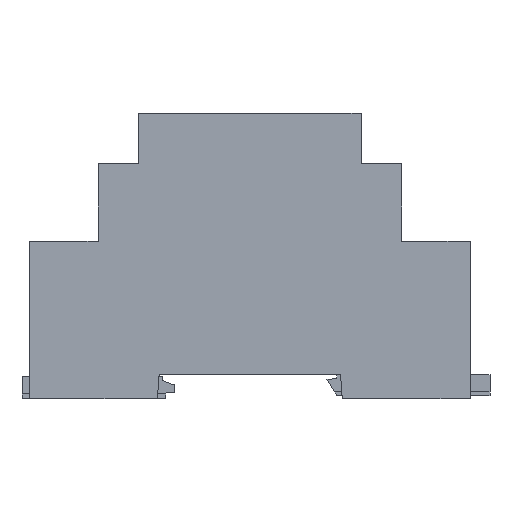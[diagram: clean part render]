
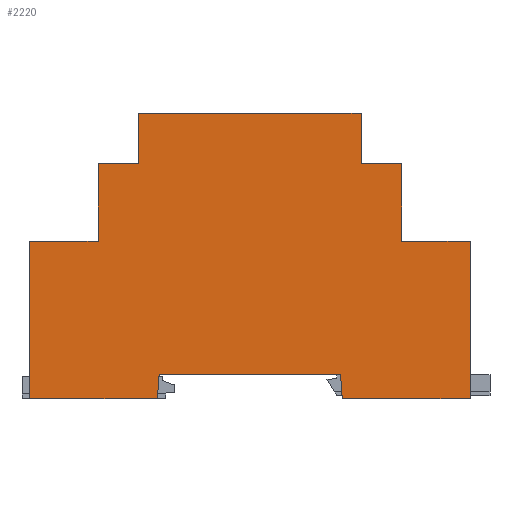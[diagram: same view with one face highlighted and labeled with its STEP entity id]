
A CAD part, left-side view. The second image highlights one B-rep face of the part: STEP entity #2220.
In plain terms, the highlighted planar face has unit normal (-1, 0, 0).
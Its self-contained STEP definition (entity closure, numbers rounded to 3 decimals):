
#2220=ADVANCED_FACE('',(#6065),#6067,.T.);
#6065=FACE_BOUND('',#6066,.T.);
#6066=EDGE_LOOP('',(#9606,#9607,#9608,#9609,#9610,#9611,#9612,#9613,#9614,#9615,
#9616,#9617,#9618,#9619,#9620,#9621));
#6067=PLANE('',#6068);
#6068=AXIS2_PLACEMENT_3D('',#6069,#6070,#6071);
#6069=CARTESIAN_POINT('',(-17.5,0.,0.));
#6070=DIRECTION('',(-1.,0.,0.));
#6071=DIRECTION('',(0.,0.,-1.));
#9606=ORIENTED_EDGE('',*,*,#11929,.T.);
#9607=ORIENTED_EDGE('',*,*,#11930,.T.);
#9608=ORIENTED_EDGE('',*,*,#11931,.T.);
#9609=ORIENTED_EDGE('',*,*,#11932,.T.);
#9610=ORIENTED_EDGE('',*,*,#11933,.T.);
#9611=ORIENTED_EDGE('',*,*,#11934,.T.);
#9612=ORIENTED_EDGE('',*,*,#11935,.T.);
#9613=ORIENTED_EDGE('',*,*,#11936,.T.);
#9614=ORIENTED_EDGE('',*,*,#11937,.T.);
#9615=ORIENTED_EDGE('',*,*,#11938,.T.);
#9616=ORIENTED_EDGE('',*,*,#11939,.T.);
#9617=ORIENTED_EDGE('',*,*,#11910,.T.);
#9618=ORIENTED_EDGE('',*,*,#11928,.T.);
#9619=ORIENTED_EDGE('',*,*,#11940,.T.);
#9620=ORIENTED_EDGE('',*,*,#11941,.T.);
#9621=ORIENTED_EDGE('',*,*,#11942,.T.);
#11910=EDGE_CURVE('',#13961,#13959,#13962,.T.);
#11928=EDGE_CURVE('',#13959,#13993,#13995,.T.);
#11929=EDGE_CURVE('',#13996,#13997,#13998,.T.);
#11930=EDGE_CURVE('',#13997,#13999,#14000,.T.);
#11931=EDGE_CURVE('',#13999,#14001,#14002,.T.);
#11932=EDGE_CURVE('',#14001,#14003,#14004,.T.);
#11933=EDGE_CURVE('',#14003,#14005,#14006,.T.);
#11934=EDGE_CURVE('',#14005,#14007,#14008,.T.);
#11935=EDGE_CURVE('',#14007,#14009,#14010,.T.);
#11936=EDGE_CURVE('',#14009,#14011,#14012,.T.);
#11937=EDGE_CURVE('',#14011,#14013,#14014,.T.);
#11938=EDGE_CURVE('',#14013,#14015,#14016,.T.);
#11939=EDGE_CURVE('',#14015,#13961,#14017,.T.);
#11940=EDGE_CURVE('',#13993,#14018,#14019,.T.);
#11941=EDGE_CURVE('',#14018,#14020,#14021,.T.);
#11942=EDGE_CURVE('',#14020,#13996,#14022,.T.);
#13959=VERTEX_POINT('',#18037);
#13961=VERTEX_POINT('',#18041);
#13962=LINE('',#18042,#18043);
#13993=VERTEX_POINT('',#18107);
#13995=LINE('',#18111,#18112);
#13996=VERTEX_POINT('',#18114);
#13997=VERTEX_POINT('',#18115);
#13998=LINE('',#18116,#18117);
#13999=VERTEX_POINT('',#18119);
#14000=LINE('',#18120,#18121);
#14001=VERTEX_POINT('',#18123);
#14002=LINE('',#18124,#18125);
#14003=VERTEX_POINT('',#18127);
#14004=LINE('',#18128,#18129);
#14005=VERTEX_POINT('',#18131);
#14006=LINE('',#18132,#18133);
#14007=VERTEX_POINT('',#18135);
#14008=LINE('',#18136,#18137);
#14009=VERTEX_POINT('',#18139);
#14010=LINE('',#18140,#18141);
#14011=VERTEX_POINT('',#18143);
#14012=LINE('',#18144,#18145);
#14013=VERTEX_POINT('',#18147);
#14014=LINE('',#18148,#18149);
#14015=VERTEX_POINT('',#18151);
#14016=LINE('',#18152,#18153);
#14017=LINE('',#18155,#18156);
#14018=VERTEX_POINT('',#18158);
#14019=LINE('',#18159,#18160);
#14020=VERTEX_POINT('',#18162);
#14021=LINE('',#18163,#18164);
#14022=LINE('',#18166,#18167);
#18037=CARTESIAN_POINT('',(-17.5,22.5,52.804));
#18041=CARTESIAN_POINT('',(-17.5,-22.5,52.804));
#18042=CARTESIAN_POINT('',(-17.5,-22.5,52.804));
#18043=VECTOR('',#18044,1.);
#18044=DIRECTION('',(0.,1.,0.));
#18107=CARTESIAN_POINT('',(-17.5,22.5,42.606));
#18111=CARTESIAN_POINT('',(-17.5,22.5,52.804));
#18112=VECTOR('',#18113,1.);
#18113=DIRECTION('',(0.,0.,-1.));
#18114=CARTESIAN_POINT('',(-17.5,44.6,26.878));
#18115=CARTESIAN_POINT('',(-17.5,44.6,-4.987));
#18116=CARTESIAN_POINT('',(-17.5,44.6,26.878));
#18117=VECTOR('',#18118,1.);
#18118=DIRECTION('',(0.,0.,-1.));
#18119=CARTESIAN_POINT('',(-17.5,18.7,-4.987));
#18120=CARTESIAN_POINT('',(-17.5,44.6,-4.987));
#18121=VECTOR('',#18122,1.);
#18122=DIRECTION('',(0.,-1.,0.));
#18123=CARTESIAN_POINT('',(-17.5,18.351,0.));
#18124=CARTESIAN_POINT('',(-17.5,18.7,-4.987));
#18125=VECTOR('',#18126,1.);
#18126=DIRECTION('',(0.,-0.07,0.998));
#18127=CARTESIAN_POINT('',(-17.5,-18.351,0.));
#18128=CARTESIAN_POINT('',(-17.5,18.351,0.));
#18129=VECTOR('',#18130,1.);
#18130=DIRECTION('',(0.,-1.,0.));
#18131=CARTESIAN_POINT('',(-17.5,-18.7,-4.987));
#18132=CARTESIAN_POINT('',(-17.5,-18.351,0.));
#18133=VECTOR('',#18134,1.);
#18134=DIRECTION('',(0.,-0.07,-0.998));
#18135=CARTESIAN_POINT('',(-17.5,-44.6,-4.987));
#18136=CARTESIAN_POINT('',(-17.5,-18.7,-4.987));
#18137=VECTOR('',#18138,1.);
#18138=DIRECTION('',(0.,-1.,0.));
#18139=CARTESIAN_POINT('',(-17.5,-44.6,26.878));
#18140=CARTESIAN_POINT('',(-17.5,-44.6,-4.987));
#18141=VECTOR('',#18142,1.);
#18142=DIRECTION('',(0.,0.,1.));
#18143=CARTESIAN_POINT('',(-17.5,-30.7,26.878));
#18144=CARTESIAN_POINT('',(-17.5,-44.6,26.878));
#18145=VECTOR('',#18146,1.);
#18146=DIRECTION('',(0.,1.,0.));
#18147=CARTESIAN_POINT('',(-17.5,-30.7,42.606));
#18148=CARTESIAN_POINT('',(-17.5,-30.7,26.878));
#18149=VECTOR('',#18150,1.);
#18150=DIRECTION('',(0.,0.,1.));
#18151=CARTESIAN_POINT('',(-17.5,-22.5,42.606));
#18152=CARTESIAN_POINT('',(-17.5,-30.7,42.606));
#18153=VECTOR('',#18154,1.);
#18154=DIRECTION('',(0.,1.,0.));
#18155=CARTESIAN_POINT('',(-17.5,-22.5,42.606));
#18156=VECTOR('',#18157,1.);
#18157=DIRECTION('',(0.,0.,1.));
#18158=CARTESIAN_POINT('',(-17.5,30.7,42.606));
#18159=CARTESIAN_POINT('',(-17.5,22.5,42.606));
#18160=VECTOR('',#18161,1.);
#18161=DIRECTION('',(0.,1.,0.));
#18162=CARTESIAN_POINT('',(-17.5,30.7,26.878));
#18163=CARTESIAN_POINT('',(-17.5,30.7,42.606));
#18164=VECTOR('',#18165,1.);
#18165=DIRECTION('',(0.,0.,-1.));
#18166=CARTESIAN_POINT('',(-17.5,30.7,26.878));
#18167=VECTOR('',#18168,1.);
#18168=DIRECTION('',(0.,1.,0.));
